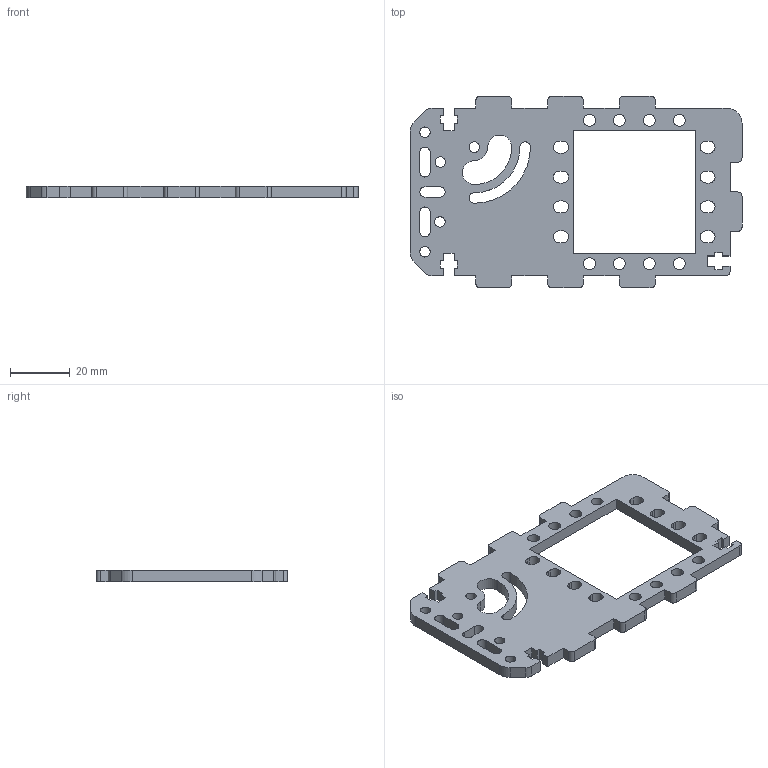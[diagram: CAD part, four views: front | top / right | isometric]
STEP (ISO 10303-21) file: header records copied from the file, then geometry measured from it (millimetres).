
FILE_DESCRIPTION(('STEP AP242'), '1');
FILE_NAME('Ñòåíêà-Áîêîâàÿ-V2', '', ('UNSPECIFIED'), ('UNSPECIFIED'), 'C3D Converter', 'C3D Toolkit', '');
FILE_SCHEMA(('AP242_MANAGED_MODEL_BASED_3D_ENGINEERING_MIM_LF { 1 0 10303 442 1 1 4 }'));
Length unit declared in the file: millimetre
Bounding box: 111 x 64 x 4 mm (x, y, z)
Volume: 15751.7 mm3; surface area: 12114.8 mm2
Topology: 1 solids, 1 shells, 191 faces, 561 edges, 377 vertices
Faces by surface type: plane 115, cylinder 64, extrusion 12
Full cylindrical faces by diameter (mm): 3.5 x5, 4 x8
Entity records: 6458 total; most frequent: CARTESIAN_POINT 1189, ORIENTED_EDGE 1096, DIRECTION 1024, EDGE_CURVE 548, VECTOR 408, LINE 396, VERTEX_POINT 374, AXIS2_PLACEMENT_3D 308
